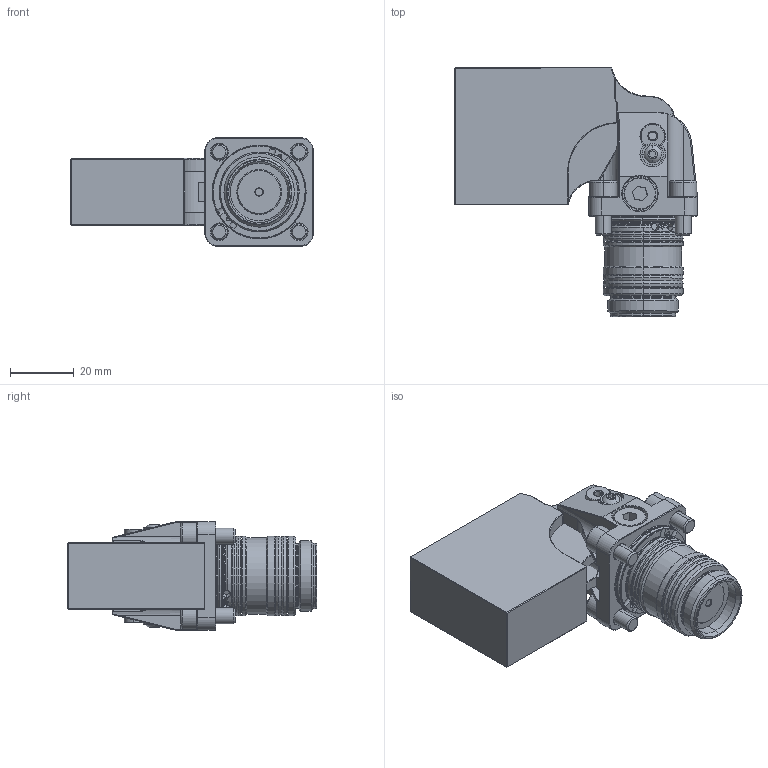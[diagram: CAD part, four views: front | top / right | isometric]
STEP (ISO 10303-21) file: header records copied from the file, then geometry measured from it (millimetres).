
FILE_DESCRIPTION (( 'STEP AP214' ), '1' );
FILE_NAME ('DLSP-A1805-020.step', '2025-12-19T07:41:45', ( '' ), ( '' ), 'SwSTEP 2.0', 'SolidWorks 2025', '' );
FILE_SCHEMA (( 'AUTOMOTIVE_DESIGN' ));
Length unit declared in the file: millimetre
Products named in the file (1): DLSP-A1805-020
Bounding box: 76.03 x 78 x 34 mm (x, y, z)
Volume: 80233.5 mm3; surface area: 26150.7 mm2
Topology: 15 solids, 15 shells, 834 faces, 1918 edges, 1143 vertices
Faces by surface type: plane 308, cylinder 215, cone 209, torus 82, bspline 16, sphere 4
Entity records: 25613 total; most frequent: CARTESIAN_POINT 6709, DIRECTION 4041, ORIENTED_EDGE 3804, EDGE_CURVE 1902, AXIS2_PLACEMENT_3D 1564, VERTEX_POINT 1143, VECTOR 913, LINE 913
